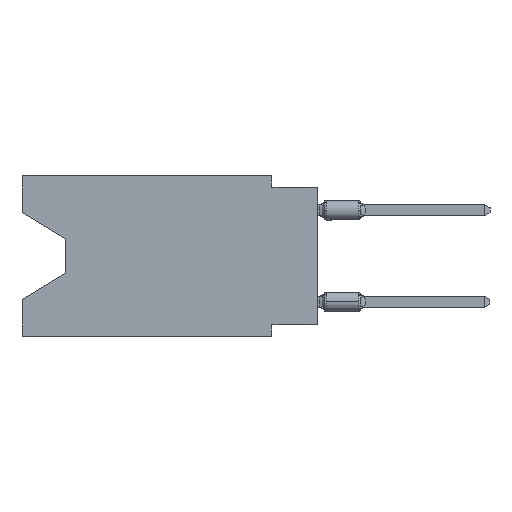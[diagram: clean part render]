
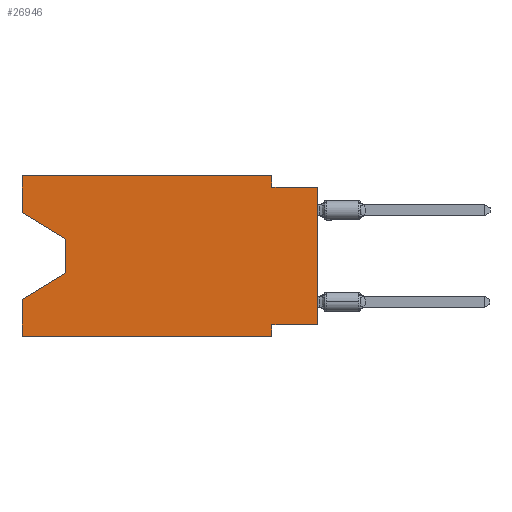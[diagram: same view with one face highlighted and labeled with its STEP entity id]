
A CAD part, left-side view. The second image highlights one B-rep face of the part: STEP entity #26946.
In plain terms, the highlighted planar face has unit normal (-1, 0, 0).
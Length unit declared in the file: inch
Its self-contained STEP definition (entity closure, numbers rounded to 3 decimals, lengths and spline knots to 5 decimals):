
#217 = LINE ( 'NONE', #19050, #14252 ) ;
#276 = DIRECTION ( 'NONE',  ( 0., -1., 0. ) ) ;
#1703 = EDGE_LOOP ( 'NONE', ( #39641, #43270, #16422, #46023, #2101, #21965, #52598, #60323, #39998, #30498, #46460, #50072 ) ) ;
#1761 = DIRECTION ( 'NONE',  ( 0., 0., -1. ) ) ;
#2041 = LINE ( 'NONE', #52999, #40184 ) ;
#2101 = ORIENTED_EDGE ( 'NONE', *, *, #34352, .T. ) ;
#2145 = DIRECTION ( 'NONE',  ( 0., 0., -1. ) ) ;
#2758 = VECTOR ( 'NONE', #26582, 39.37008 ) ;
#3176 = VERTEX_POINT ( 'NONE', #31199 ) ;
#4651 = LINE ( 'NONE', #13921, #17531 ) ;
#4893 = DIRECTION ( 'NONE',  ( 0., 0., 1. ) ) ;
#5973 = EDGE_CURVE ( 'NONE', #35493, #47063, #21212, .T. ) ;
#6845 = LINE ( 'NONE', #39860, #2758 ) ;
#7142 = DIRECTION ( 'NONE',  ( 1., 0., 0. ) ) ;
#7277 = VERTEX_POINT ( 'NONE', #27348 ) ;
#7289 = CARTESIAN_POINT ( 'NONE',  ( 0., 0., -0.325 ) ) ;
#8351 = CARTESIAN_POINT ( 'NONE',  ( 0., 0., 0. ) ) ;
#9546 = VERTEX_POINT ( 'NONE', #17350 ) ;
#9876 = LINE ( 'NONE', #57415, #30136 ) ;
#10730 = DIRECTION ( 'NONE',  ( 0., 1., 0. ) ) ;
#11369 = CARTESIAN_POINT ( 'NONE',  ( 0., 0.645, 0. ) ) ;
#11452 = CARTESIAN_POINT ( 'NONE',  ( 0., 0.1, -0.325 ) ) ;
#13921 = CARTESIAN_POINT ( 'NONE',  ( 0., 0.645, 0. ) ) ;
#14252 = VECTOR ( 'NONE', #10730, 39.37008 ) ;
#14413 = VERTEX_POINT ( 'NONE', #36810 ) ;
#15121 = EDGE_CURVE ( 'NONE', #14413, #56698, #53428, .T. ) ;
#15177 = FACE_OUTER_BOUND ( 'NONE', #1703, .T. ) ;
#15851 = CARTESIAN_POINT ( 'NONE',  ( 0., 0.55, -0.212 ) ) ;
#16422 = ORIENTED_EDGE ( 'NONE', *, *, #57594, .T. ) ;
#17257 = CARTESIAN_POINT ( 'NONE',  ( 0., 0.645, -0.35 ) ) ;
#17350 = CARTESIAN_POINT ( 'NONE',  ( 0., 0.645, -0.26975 ) ) ;
#17531 = VECTOR ( 'NONE', #33053, 39.37008 ) ;
#17925 = VECTOR ( 'NONE', #40237, 39.37008 ) ;
#18358 = EDGE_CURVE ( 'NONE', #55802, #3176, #2041, .T. ) ;
#19050 = CARTESIAN_POINT ( 'NONE',  ( 0., 0., -0.325 ) ) ;
#19605 = VERTEX_POINT ( 'NONE', #27711 ) ;
#19720 = EDGE_CURVE ( 'NONE', #30159, #35493, #217, .T. ) ;
#21212 = LINE ( 'NONE', #57979, #36261 ) ;
#21965 = ORIENTED_EDGE ( 'NONE', *, *, #5973, .F. ) ;
#22719 = DIRECTION ( 'NONE',  ( 0., 0.855, -0.519 ) ) ;
#23197 = EDGE_CURVE ( 'NONE', #7277, #14413, #6845, .T. ) ;
#24024 = CARTESIAN_POINT ( 'NONE',  ( 0., 0.645, 0. ) ) ;
#24973 = LINE ( 'NONE', #11369, #58022 ) ;
#25441 = EDGE_CURVE ( 'NONE', #30159, #3176, #46625, .T. ) ;
#26582 = DIRECTION ( 'NONE',  ( 0., -0.855, -0.519 ) ) ;
#26946 = ADVANCED_FACE ( 'NONE', ( #15177 ), #54071, .F. ) ;
#27005 = LINE ( 'NONE', #32866, #27742 ) ;
#27348 = CARTESIAN_POINT ( 'NONE',  ( 0., 0.645, -0.08025 ) ) ;
#27711 = CARTESIAN_POINT ( 'NONE',  ( 0., 0.1, 0. ) ) ;
#27742 = VECTOR ( 'NONE', #22719, 39.37008 ) ;
#28656 = LINE ( 'NONE', #24024, #61017 ) ;
#30136 = VECTOR ( 'NONE', #276, 39.37008 ) ;
#30159 = VERTEX_POINT ( 'NONE', #7289 ) ;
#30498 = ORIENTED_EDGE ( 'NONE', *, *, #56727, .F. ) ;
#30765 = CARTESIAN_POINT ( 'NONE',  ( 0., 0.1, -0.025 ) ) ;
#31199 = CARTESIAN_POINT ( 'NONE',  ( 0., 0., -0.025 ) ) ;
#31831 = DIRECTION ( 'NONE',  ( 0., 0., 1. ) ) ;
#32866 = CARTESIAN_POINT ( 'NONE',  ( 0., 0.55, -0.212 ) ) ;
#33053 = DIRECTION ( 'NONE',  ( 0., 0., 1. ) ) ;
#33439 = CARTESIAN_POINT ( 'NONE',  ( 0., 0.1, -0.35 ) ) ;
#34352 = EDGE_CURVE ( 'NONE', #47729, #47063, #9876, .T. ) ;
#34922 = DIRECTION ( 'NONE',  ( 0., 0., -1. ) ) ;
#34984 = CARTESIAN_POINT ( 'NONE',  ( 0., 0.1, 0. ) ) ;
#35493 = VERTEX_POINT ( 'NONE', #11452 ) ;
#36223 = CARTESIAN_POINT ( 'NONE',  ( 0., 0.645, 0. ) ) ;
#36261 = VECTOR ( 'NONE', #1761, 39.37008 ) ;
#36810 = CARTESIAN_POINT ( 'NONE',  ( 0., 0.55, -0.138 ) ) ;
#38814 = VECTOR ( 'NONE', #31831, 39.37008 ) ;
#39085 = EDGE_CURVE ( 'NONE', #58105, #19605, #24973, .T. ) ;
#39641 = ORIENTED_EDGE ( 'NONE', *, *, #23197, .T. ) ;
#39860 = CARTESIAN_POINT ( 'NONE',  ( 0., 0.645, -0.08025 ) ) ;
#39998 = ORIENTED_EDGE ( 'NONE', *, *, #18358, .F. ) ;
#40184 = VECTOR ( 'NONE', #44948, 39.37008 ) ;
#40237 = DIRECTION ( 'NONE',  ( 0., 0., -1. ) ) ;
#43270 = ORIENTED_EDGE ( 'NONE', *, *, #15121, .T. ) ;
#44948 = DIRECTION ( 'NONE',  ( 0., -1., 0. ) ) ;
#46023 = ORIENTED_EDGE ( 'NONE', *, *, #47486, .F. ) ;
#46460 = ORIENTED_EDGE ( 'NONE', *, *, #39085, .F. ) ;
#46625 = LINE ( 'NONE', #8351, #38814 ) ;
#47063 = VERTEX_POINT ( 'NONE', #33439 ) ;
#47486 = EDGE_CURVE ( 'NONE', #47729, #9546, #4651, .T. ) ;
#47729 = VERTEX_POINT ( 'NONE', #17257 ) ;
#49694 = CARTESIAN_POINT ( 'NONE',  ( 0., 0.55, -0.138 ) ) ;
#50072 = ORIENTED_EDGE ( 'NONE', *, *, #53798, .F. ) ;
#51154 = VECTOR ( 'NONE', #2145, 39.37008 ) ;
#52598 = ORIENTED_EDGE ( 'NONE', *, *, #19720, .F. ) ;
#52999 = CARTESIAN_POINT ( 'NONE',  ( 0., 0., -0.025 ) ) ;
#53377 = DIRECTION ( 'NONE',  ( 0., -1., 0. ) ) ;
#53428 = LINE ( 'NONE', #49694, #51154 ) ;
#53798 = EDGE_CURVE ( 'NONE', #7277, #58105, #28656, .T. ) ;
#54071 = PLANE ( 'NONE',  #60719 ) ;
#54131 = LINE ( 'NONE', #34984, #17925 ) ;
#55802 = VERTEX_POINT ( 'NONE', #30765 ) ;
#56698 = VERTEX_POINT ( 'NONE', #15851 ) ;
#56727 = EDGE_CURVE ( 'NONE', #19605, #55802, #54131, .T. ) ;
#57415 = CARTESIAN_POINT ( 'NONE',  ( 0., 0.645, -0.35 ) ) ;
#57594 = EDGE_CURVE ( 'NONE', #56698, #9546, #27005, .T. ) ;
#57800 = CARTESIAN_POINT ( 'NONE',  ( 0., 0.645, 0. ) ) ;
#57979 = CARTESIAN_POINT ( 'NONE',  ( 0., 0.1, -0.35 ) ) ;
#58022 = VECTOR ( 'NONE', #53377, 39.37008 ) ;
#58105 = VERTEX_POINT ( 'NONE', #36223 ) ;
#60323 = ORIENTED_EDGE ( 'NONE', *, *, #25441, .T. ) ;
#60719 = AXIS2_PLACEMENT_3D ( 'NONE', #57800, #7142, #34922 ) ;
#61017 = VECTOR ( 'NONE', #4893, 39.37008 ) ;
